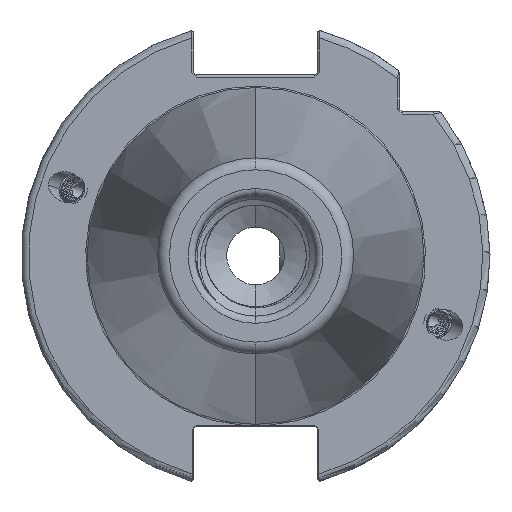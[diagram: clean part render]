
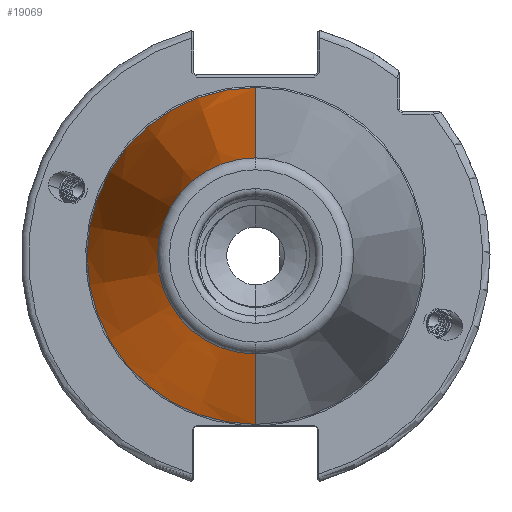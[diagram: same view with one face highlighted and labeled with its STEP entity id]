
A CAD part, left-side view. The second image highlights one B-rep face of the part: STEP entity #19069.
In plain terms, the highlighted conical face has half-angle 8.297 degrees and reference radius 35.392 mm.
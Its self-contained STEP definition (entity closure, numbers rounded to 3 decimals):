
#688 = AXIS2_PLACEMENT_3D ( 'NONE', #27002, #26976, #26994 ) ;
#940 = AXIS2_PLACEMENT_3D ( 'NONE', #19339, #19325, #19344 ) ;
#953 = AXIS2_PLACEMENT_3D ( 'NONE', #20240, #20234, #20245 ) ;
#973 = AXIS2_PLACEMENT_3D ( 'NONE', #9454, #9415, #9417 ) ;
#1309 = FACE_OUTER_BOUND ( 'NONE', #3963, .T. ) ;
#1348 = CONICAL_SURFACE ( 'NONE', #688, 35.392, 0.145 ) ;
#1946 = CIRCLE ( 'NONE', #953, 35.027 ) ;
#1951 = CIRCLE ( 'NONE', #940, 35.027 ) ;
#1968 = LINE ( 'NONE', #20295, #1995 ) ;
#1995 = VECTOR ( 'NONE', #20289, 1000. ) ;
#2000 = LINE ( 'NONE', #10450, #2041 ) ;
#2001 = CIRCLE ( 'NONE', #973, 20.399 ) ;
#2041 = VECTOR ( 'NONE', #10452, 1000. ) ;
#3963 = EDGE_LOOP ( 'NONE', ( #15837, #15734, #15816, #15810, #15823 ) ) ;
#5536 = VERTEX_POINT ( 'NONE', #20906 ) ;
#5594 = VERTEX_POINT ( 'NONE', #20938 ) ;
#5602 = VERTEX_POINT ( 'NONE', #20962 ) ;
#5617 = VERTEX_POINT ( 'NONE', #20936 ) ;
#5619 = VERTEX_POINT ( 'NONE', #20954 ) ;
#9415 = DIRECTION ( 'NONE',  ( 1., 0., 0. ) ) ;
#9417 = DIRECTION ( 'NONE',  ( 0., 0., 1. ) ) ;
#9454 = CARTESIAN_POINT ( 'NONE',  ( -102.811, 0., 0. ) ) ;
#10450 = CARTESIAN_POINT ( 'NONE',  ( 0., 0., 35.392 ) ) ;
#10452 = DIRECTION ( 'NONE',  ( 0.99, 0., 0.144 ) ) ;
#15734 = ORIENTED_EDGE ( 'NONE', *, *, #22900, .T. ) ;
#15810 = ORIENTED_EDGE ( 'NONE', *, *, #22876, .F. ) ;
#15816 = ORIENTED_EDGE ( 'NONE', *, *, #22856, .F. ) ;
#15823 = ORIENTED_EDGE ( 'NONE', *, *, #22864, .F. ) ;
#15837 = ORIENTED_EDGE ( 'NONE', *, *, #22926, .T. ) ;
#19069 = ADVANCED_FACE ( 'NONE', ( #1309 ), #1348, .T. ) ;
#19325 = DIRECTION ( 'NONE',  ( 1., 0., 0. ) ) ;
#19339 = CARTESIAN_POINT ( 'NONE',  ( -2.5, 0., 0. ) ) ;
#19344 = DIRECTION ( 'NONE',  ( 0., 1., 0. ) ) ;
#20234 = DIRECTION ( 'NONE',  ( 1., 0., 0. ) ) ;
#20240 = CARTESIAN_POINT ( 'NONE',  ( -2.5, 0., 0. ) ) ;
#20245 = DIRECTION ( 'NONE',  ( 0., 1., 0. ) ) ;
#20289 = DIRECTION ( 'NONE',  ( 0.99, 0., -0.144 ) ) ;
#20295 = CARTESIAN_POINT ( 'NONE',  ( 0., 0., -35.392 ) ) ;
#20906 = CARTESIAN_POINT ( 'NONE',  ( -102.811, 0., -20.399 ) ) ;
#20936 = CARTESIAN_POINT ( 'NONE',  ( -2.5, 0., 35.027 ) ) ;
#20938 = CARTESIAN_POINT ( 'NONE',  ( -2.5, 0., -35.027 ) ) ;
#20954 = CARTESIAN_POINT ( 'NONE',  ( -2.5, 35.027, 0. ) ) ;
#20962 = CARTESIAN_POINT ( 'NONE',  ( -102.811, 0., 20.399 ) ) ;
#22856 = EDGE_CURVE ( 'NONE', #5619, #5617, #1946, .T. ) ;
#22864 = EDGE_CURVE ( 'NONE', #5536, #5594, #1968, .T. ) ;
#22876 = EDGE_CURVE ( 'NONE', #5594, #5619, #1951, .T. ) ;
#22900 = EDGE_CURVE ( 'NONE', #5602, #5617, #2000, .T. ) ;
#22926 = EDGE_CURVE ( 'NONE', #5536, #5602, #2001, .T. ) ;
#26976 = DIRECTION ( 'NONE',  ( 1., 0., 0. ) ) ;
#26994 = DIRECTION ( 'NONE',  ( 0., 0., -1. ) ) ;
#27002 = CARTESIAN_POINT ( 'NONE',  ( 0., 0., 0. ) ) ;
